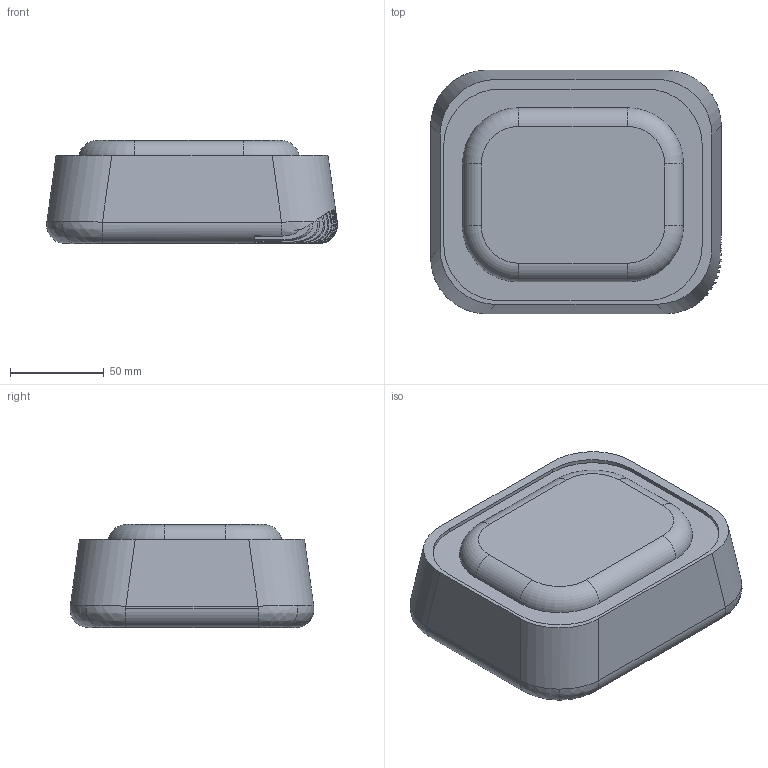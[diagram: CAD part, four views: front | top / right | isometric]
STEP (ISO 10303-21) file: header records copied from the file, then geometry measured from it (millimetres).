
FILE_DESCRIPTION (( 'STEP AP214' ), '1' );
FILE_NAME ('TITAN 8 LED.STEP', '2018-07-08T21:00:27', ( '' ), ( '' ), 'SwSTEP 2.0', 'SolidWorks 2013', '' );
FILE_SCHEMA (( 'AUTOMOTIVE_DESIGN' ));
Length unit declared in the file: millimetre
Products named in the file (1): TITAN 8 LED
Bounding box: 155.19 x 130.19 x 55 mm (x, y, z)
Volume: 596778.6 mm3; surface area: 112416.8 mm2
Topology: 2 solids, 2 shells, 175 faces, 564 edges, 371 vertices
Faces by surface type: plane 91, cylinder 63, bspline 17, torus 4
Entity records: 9000 total; most frequent: CARTESIAN_POINT 2291, ORIENTED_EDGE 1128, DIRECTION 882, EDGE_CURVE 564, VERTEX_POINT 371, VECTOR 320, LINE 320, AXIS2_PLACEMENT_3D 281
